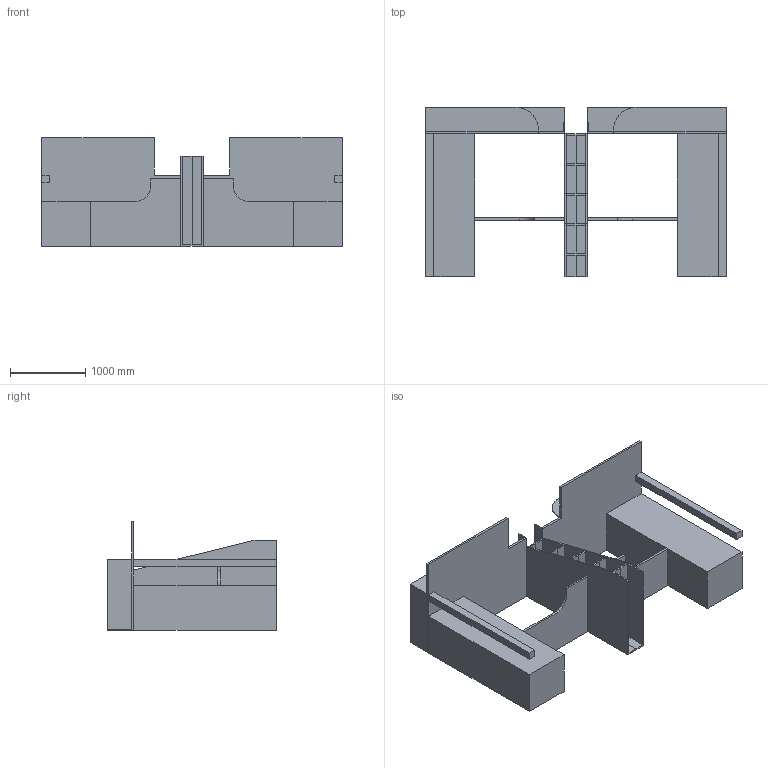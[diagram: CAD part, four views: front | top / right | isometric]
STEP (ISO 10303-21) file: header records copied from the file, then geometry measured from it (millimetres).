
FILE_DESCRIPTION (( 'STEP AP214' ), '1' );
FILE_NAME ('000_床組總組合.STEP', '2019-05-07T20:02:51', ( '' ), ( '' ), 'SwSTEP 2.0', 'SolidWorks 2018', '' );
FILE_SCHEMA (( 'AUTOMOTIVE_DESIGN' ));
Length unit declared in the file: millimetre
Products named in the file (18): 衣櫃AdAd; 000_床組總組合`2O|X`2O|X; Mirror床板aO; 衣櫃Ad; Mirror床板aOaO; Mirror樓梯±e!Oe; 桌板aO; ｼﾓｱ陦ﾓe; 鐵柱_W; 桌板aOaO; Mirror樓梯±e; ｼﾓｱ陦ﾓe!Oe; 床板aO; ﾅKｬW_W_W; 床板aOaO
Assembly tree (10 placements, depth 2):
  000_床組總組合`2O|X`2O|X
    ｼﾓｱ陦ﾓe!Oe
    桌板aOaO  x2
    衣櫃AdAd  x2
    床板aOaO
    Mirror樓梯±e!Oe
    Mirror床板aOaO
    ﾅKｬW_W_W  x2
  Mirror床板aO
  衣櫃Ad
  衣櫃Ad
  桌板aO
Bounding box: 4000 x 2250 x 1450 mm (x, y, z)
Volume: 1864532707.9 mm3; surface area: 44184907.2 mm2
Topology: 10 solids, 10 shells, 142 faces, 354 edges, 232 vertices
Faces by surface type: plane 138, cylinder 4
Entity records: 4822 total; most frequent: CARTESIAN_POINT 646, ORIENTED_EDGE 618, DIRECTION 585, EDGE_CURVE 309, VECTOR 303, LINE 303, VERTEX_POINT 202, AXIS2_PLACEMENT_3D 141
